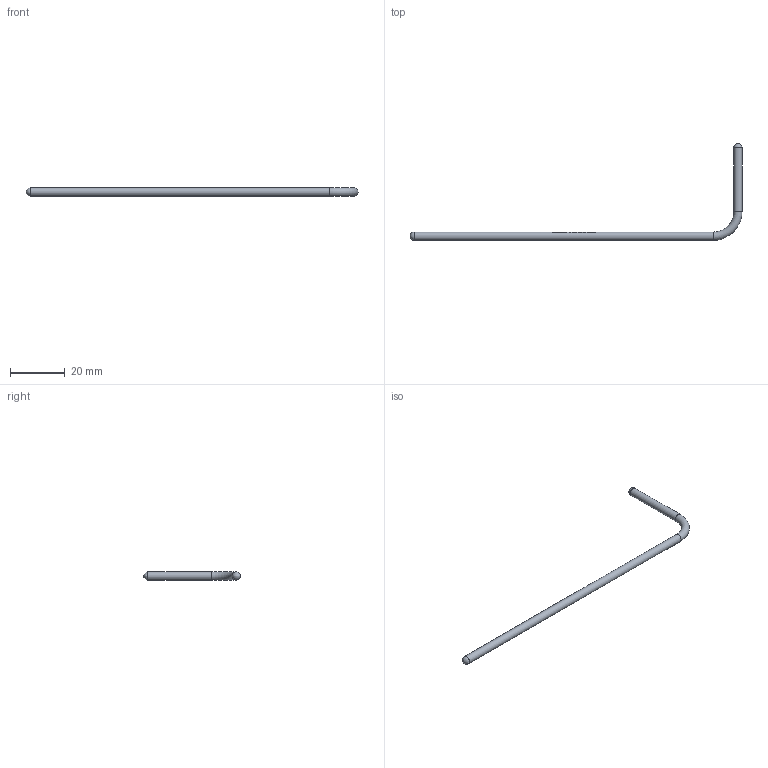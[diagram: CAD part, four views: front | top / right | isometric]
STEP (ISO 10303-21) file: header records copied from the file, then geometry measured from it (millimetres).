
FILE_DESCRIPTION (( 'STEP AP214' ), '1' );
FILE_NAME ('CELSIA_D3L150B.step', '2025-11-20T04:08:34', ( '' ), ( '' ), 'SwSTEP 2.0', 'SolidWorks 2023', '' );
FILE_SCHEMA (( 'AUTOMOTIVE_DESIGN' ));
Length unit declared in the file: millimetre
Products named in the file (1): CELSIA_D3L150B
Bounding box: 121.49 x 35.35 x 3 mm (x, y, z)
Volume: 1052.6 mm3; surface area: 1421.7 mm2
Topology: 1 solids, 1 shells, 172 faces, 459 edges, 304 vertices
Faces by surface type: bspline 84, plane 64, cylinder 21, sphere 2, torus 1
Full cylindrical faces by diameter (mm): 3 x2
Entity records: 12211 total; most frequent: CARTESIAN_POINT 8679, ORIENTED_EDGE 896, EDGE_CURVE 448, DIRECTION 412, VERTEX_POINT 300, B_SPLINE_CURVE_WITH_KNOTS 268, EDGE_LOOP 194, FACE_OUTER_BOUND 175
